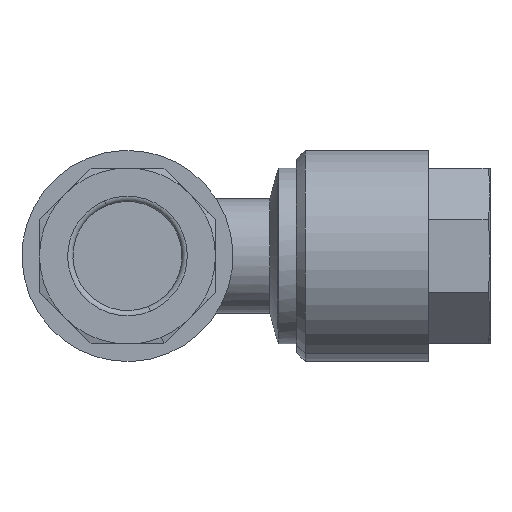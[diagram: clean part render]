
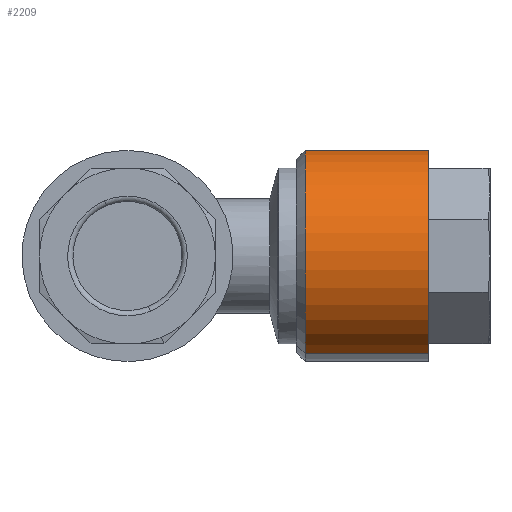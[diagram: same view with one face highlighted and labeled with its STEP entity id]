
A CAD part, left-side view. The second image highlights one B-rep face of the part: STEP entity #2209.
In plain terms, the highlighted cylindrical face has radius 6 mm (diameter 12 mm), a partial arc.
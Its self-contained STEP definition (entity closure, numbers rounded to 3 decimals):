
#951 = VERTEX_POINT ( 'NONE', #3797 ) ;
#1065 = DIRECTION ( 'NONE',  ( 0., 1., 0. ) ) ;
#1068 = DIRECTION ( 'NONE',  ( 0., 1., 0. ) ) ;
#1069 = CARTESIAN_POINT ( 'NONE',  ( 2.296, 10.9, 5.543 ) ) ;
#1070 = CARTESIAN_POINT ( 'NONE',  ( 0., 3.4, 0. ) ) ;
#1071 = DIRECTION ( 'NONE',  ( 0., 1., 0. ) ) ;
#1072 = DIRECTION ( 'NONE',  ( 0.383, 0., 0.924 ) ) ;
#1073 = CARTESIAN_POINT ( 'NONE',  ( -2.296, 10.9, -5.543 ) ) ;
#1074 = CARTESIAN_POINT ( 'NONE',  ( 0., 10.4, 0. ) ) ;
#1075 = DIRECTION ( 'NONE',  ( 0., 1., 0. ) ) ;
#1076 = DIRECTION ( 'NONE',  ( -0.383, 0., -0.924 ) ) ;
#1681 = VERTEX_POINT ( 'NONE', #3827 ) ;
#2052 = AXIS2_PLACEMENT_3D ( 'NONE', #3230, #3231, #3239 ) ;
#2164 = VERTEX_POINT ( 'NONE', #3876 ) ;
#2209 = ADVANCED_FACE ( 'NONE', ( #2684 ), #2692, .T. ) ;
#2684 = FACE_OUTER_BOUND ( 'NONE', #5184, .T. ) ;
#2692 = CYLINDRICAL_SURFACE ( 'NONE', #2052, 6. ) ;
#2934 = CARTESIAN_POINT ( 'NONE',  ( -2.296, 10.4, -5.543 ) ) ;
#3230 = CARTESIAN_POINT ( 'NONE',  ( 0., 10.9, 0. ) ) ;
#3231 = DIRECTION ( 'NONE',  ( 0., 1., 0. ) ) ;
#3239 = DIRECTION ( 'NONE',  ( -0.383, 0., -0.924 ) ) ;
#3325 = AXIS2_PLACEMENT_3D ( 'NONE', #1070, #1071, #1072 ) ;
#3326 = AXIS2_PLACEMENT_3D ( 'NONE', #1074, #1075, #1076 ) ;
#3695 = EDGE_CURVE ( 'NONE', #2164, #1681, #4339, .T. ) ;
#3696 = EDGE_CURVE ( 'NONE', #1681, #951, #4342, .T. ) ;
#3697 = EDGE_CURVE ( 'NONE', #5729, #951, #4341, .T. ) ;
#3698 = EDGE_CURVE ( 'NONE', #2164, #5729, #4338, .T. ) ;
#3797 = CARTESIAN_POINT ( 'NONE',  ( 2.296, 10.4, 5.543 ) ) ;
#3827 = CARTESIAN_POINT ( 'NONE',  ( 2.296, 3.4, 5.543 ) ) ;
#3876 = CARTESIAN_POINT ( 'NONE',  ( -2.296, 3.4, -5.543 ) ) ;
#4338 = LINE ( 'NONE', #1073, #4346 ) ;
#4339 = CIRCLE ( 'NONE', #3325, 6. ) ;
#4341 = CIRCLE ( 'NONE', #3326, 6. ) ;
#4342 = LINE ( 'NONE', #1069, #4343 ) ;
#4343 = VECTOR ( 'NONE', #1065, 1000. ) ;
#4346 = VECTOR ( 'NONE', #1068, 1000. ) ;
#5184 = EDGE_LOOP ( 'NONE', ( #5378, #5379, #5380, #5381 ) ) ;
#5378 = ORIENTED_EDGE ( 'NONE', *, *, #3695, .T. ) ;
#5379 = ORIENTED_EDGE ( 'NONE', *, *, #3696, .T. ) ;
#5380 = ORIENTED_EDGE ( 'NONE', *, *, #3697, .F. ) ;
#5381 = ORIENTED_EDGE ( 'NONE', *, *, #3698, .F. ) ;
#5729 = VERTEX_POINT ( 'NONE', #2934 ) ;
